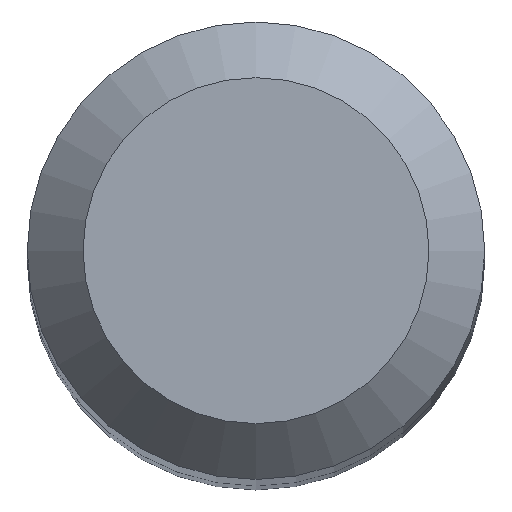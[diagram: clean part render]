
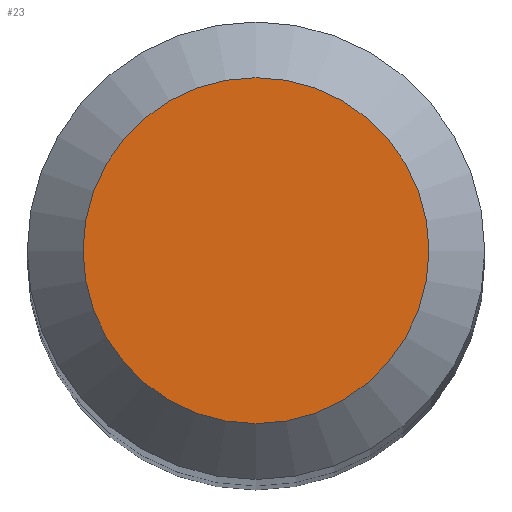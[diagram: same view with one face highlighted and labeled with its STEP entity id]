
A CAD part, top view. The second image highlights one B-rep face of the part: STEP entity #23.
In plain terms, the highlighted planar face has unit normal (0, 0, 1).
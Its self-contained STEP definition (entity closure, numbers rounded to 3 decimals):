
#23 = ADVANCED_FACE ( 'NONE', ( #52 ), #115, .F. ) ;
#24 = CARTESIAN_POINT ( 'NONE',  ( 0., 1.55, 55. ) ) ;
#29 = EDGE_CURVE ( 'NONE', #165, #165, #32, .T. ) ;
#32 = CIRCLE ( 'NONE', #134, 1.55 ) ;
#45 = DIRECTION ( 'NONE',  ( 0., 0., -1. ) ) ;
#52 = FACE_OUTER_BOUND ( 'NONE', #168, .T. ) ;
#53 = DIRECTION ( 'NONE',  ( 0., 0., -1. ) ) ;
#100 = DIRECTION ( 'NONE',  ( 0., 1., 0. ) ) ;
#103 = DIRECTION ( 'NONE',  ( 0., 1., 0. ) ) ;
#115 = PLANE ( 'NONE',  #170 ) ;
#118 = CARTESIAN_POINT ( 'NONE',  ( 0., 0., 55. ) ) ;
#134 = AXIS2_PLACEMENT_3D ( 'NONE', #118, #53, #103 ) ;
#136 = CARTESIAN_POINT ( 'NONE',  ( 0., 0., 55. ) ) ;
#152 = ORIENTED_EDGE ( 'NONE', *, *, #29, .F. ) ;
#165 = VERTEX_POINT ( 'NONE', #24 ) ;
#168 = EDGE_LOOP ( 'NONE', ( #152 ) ) ;
#170 = AXIS2_PLACEMENT_3D ( 'NONE', #136, #45, #100 ) ;
